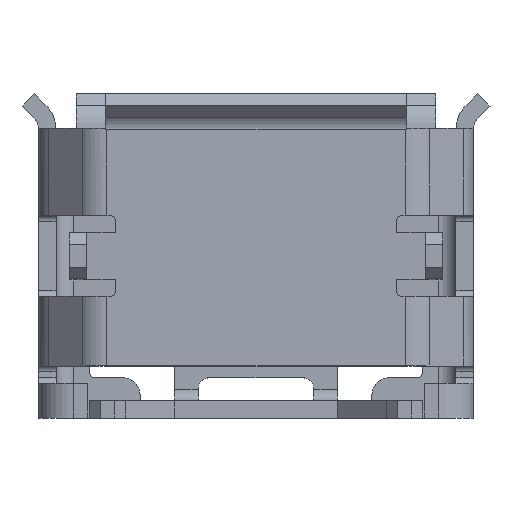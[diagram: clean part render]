
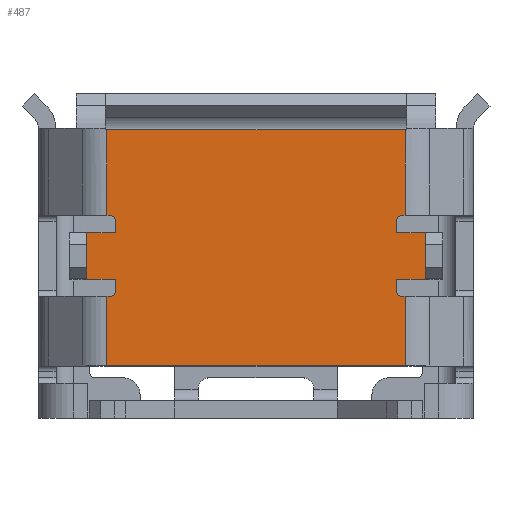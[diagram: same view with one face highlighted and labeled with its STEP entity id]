
A CAD part, top view. The second image highlights one B-rep face of the part: STEP entity #487.
In plain terms, the highlighted planar face has unit normal (0, 0, 1).
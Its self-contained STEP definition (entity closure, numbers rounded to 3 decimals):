
#308=CIRCLE('',#3748,0.1);
#312=CIRCLE('',#3758,0.1);
#314=CIRCLE('',#3761,0.1);
#318=CIRCLE('',#3771,0.1);
#487=ADVANCED_FACE('MICRO_USB_NEW',(#775),#602,.T.);
#602=PLANE('',#3790);
#775=FACE_OUTER_BOUND('',#949,.T.);
#949=EDGE_LOOP('',(#1855,#1856,#1857,#1858,#1859,#1860,#1861,#1862,#1863,
#1864,#1865,#1866,#1867,#1868,#1869,#1870,#1871,#1872,#1873,#1874,#1875,
#1876,#1877,#1878));
#1855=ORIENTED_EDGE('',*,*,#2794,.T.);
#1856=ORIENTED_EDGE('',*,*,#2798,.T.);
#1857=ORIENTED_EDGE('',*,*,#2713,.F.);
#1858=ORIENTED_EDGE('',*,*,#2724,.F.);
#1859=ORIENTED_EDGE('',*,*,#2725,.F.);
#1860=ORIENTED_EDGE('',*,*,#2733,.T.);
#1861=ORIENTED_EDGE('',*,*,#2775,.F.);
#1862=ORIENTED_EDGE('',*,*,#2738,.F.);
#1863=ORIENTED_EDGE('',*,*,#2745,.F.);
#1864=ORIENTED_EDGE('',*,*,#2747,.F.);
#1865=ORIENTED_EDGE('',*,*,#2719,.T.);
#1866=ORIENTED_EDGE('',*,*,#2684,.T.);
#1867=ORIENTED_EDGE('',*,*,#2592,.F.);
#1868=ORIENTED_EDGE('',*,*,#2686,.F.);
#1869=ORIENTED_EDGE('',*,*,#2692,.F.);
#1870=ORIENTED_EDGE('',*,*,#2750,.F.);
#1871=ORIENTED_EDGE('',*,*,#2752,.T.);
#1872=ORIENTED_EDGE('',*,*,#2759,.F.);
#1873=ORIENTED_EDGE('',*,*,#2779,.T.);
#1874=ORIENTED_EDGE('',*,*,#2763,.T.);
#1875=ORIENTED_EDGE('',*,*,#2771,.T.);
#1876=ORIENTED_EDGE('',*,*,#2773,.F.);
#1877=ORIENTED_EDGE('',*,*,#2695,.T.);
#1878=ORIENTED_EDGE('',*,*,#2797,.F.);
#2162=VERTEX_POINT('',#5371);
#2163=VERTEX_POINT('',#5373);
#2224=VERTEX_POINT('',#5673);
#2225=VERTEX_POINT('',#5677);
#2228=VERTEX_POINT('',#5687);
#2230=VERTEX_POINT('',#5694);
#2231=VERTEX_POINT('',#5696);
#2240=VERTEX_POINT('',#5729);
#2242=VERTEX_POINT('',#5732);
#2246=VERTEX_POINT('',#5744);
#2248=VERTEX_POINT('',#5752);
#2249=VERTEX_POINT('',#5756);
#2255=VERTEX_POINT('',#5770);
#2259=VERTEX_POINT('',#5781);
#2260=VERTEX_POINT('',#5783);
#2264=VERTEX_POINT('',#5794);
#2266=VERTEX_POINT('',#5803);
#2268=VERTEX_POINT('',#5808);
#2273=VERTEX_POINT('',#5821);
#2276=VERTEX_POINT('',#5831);
#2277=VERTEX_POINT('',#5832);
#2282=VERTEX_POINT('',#5845);
#2291=VERTEX_POINT('',#5896);
#2292=VERTEX_POINT('',#5898);
#2592=EDGE_CURVE('LINE',#2162,#2163,#3012,.T.);
#2684=EDGE_CURVE('LINE',#2224,#2163,#3061,.T.);
#2686=EDGE_CURVE('LINE',#2225,#2162,#3062,.T.);
#2692=EDGE_CURVE('LINE',#2228,#2225,#3067,.T.);
#2695=EDGE_CURVE('LINE',#2231,#2230,#3068,.T.);
#2713=EDGE_CURVE('LINE',#2240,#2242,#3080,.T.);
#2719=EDGE_CURVE('LINE',#2246,#2224,#3083,.T.);
#2724=EDGE_CURVE('GENERATED CIRCLE',#2248,#2240,#308,.T.);
#2725=EDGE_CURVE('LINE',#2249,#2248,#3087,.T.);
#2733=EDGE_CURVE('LINE',#2249,#2255,#3094,.T.);
#2738=EDGE_CURVE('LINE',#2259,#2260,#3098,.T.);
#2745=EDGE_CURVE('LINE',#2264,#2259,#3105,.T.);
#2747=EDGE_CURVE('GENERATED CIRCLE',#2246,#2264,#312,.T.);
#2750=EDGE_CURVE('GENERATED CIRCLE',#2266,#2228,#314,.T.);
#2752=EDGE_CURVE('LINE',#2266,#2268,#3108,.T.);
#2759=EDGE_CURVE('LINE',#2273,#2268,#3114,.T.);
#2763=EDGE_CURVE('LINE',#2276,#2277,#3117,.T.);
#2771=EDGE_CURVE('LINE',#2277,#2282,#3125,.T.);
#2773=EDGE_CURVE('GENERATED CIRCLE',#2231,#2282,#318,.T.);
#2775=EDGE_CURVE('LINE',#2260,#2255,#3127,.T.);
#2779=EDGE_CURVE('LINE',#2273,#2276,#3131,.T.);
#2794=EDGE_CURVE('LINE',#2292,#2291,#3145,.T.);
#2797=EDGE_CURVE('LINE',#2292,#2230,#3147,.T.);
#2798=EDGE_CURVE('LINE',#2291,#2242,#3148,.T.);
#3012=LINE('',#5372,#3362);
#3061=LINE('',#5672,#3411);
#3062=LINE('',#5676,#3412);
#3067=LINE('',#5688,#3417);
#3068=LINE('',#5695,#3418);
#3080=LINE('',#5731,#3430);
#3083=LINE('',#5743,#3433);
#3087=LINE('',#5755,#3437);
#3094=LINE('',#5771,#3444);
#3098=LINE('',#5782,#3448);
#3105=LINE('',#5795,#3455);
#3108=LINE('',#5809,#3458);
#3114=LINE('',#5822,#3464);
#3117=LINE('',#5830,#3467);
#3125=LINE('',#5846,#3475);
#3127=LINE('',#5853,#3477);
#3131=LINE('',#5860,#3481);
#3145=LINE('',#5897,#3495);
#3147=LINE('',#5906,#3497);
#3148=LINE('',#5908,#3498);
#3362=VECTOR('',#4347,1.);
#3411=VECTOR('',#4508,1.);
#3412=VECTOR('',#4513,1.);
#3417=VECTOR('',#4524,1.);
#3418=VECTOR('',#4529,1.);
#3430=VECTOR('',#4563,1.);
#3433=VECTOR('',#4572,1.);
#3437=VECTOR('',#4586,1.);
#3444=VECTOR('',#4597,1.);
#3448=VECTOR('',#4607,1.);
#3455=VECTOR('',#4616,1.);
#3458=VECTOR('',#4633,1.);
#3464=VECTOR('',#4643,1.);
#3467=VECTOR('',#4652,1.);
#3475=VECTOR('',#4662,1.);
#3477=VECTOR('',#4672,1.);
#3481=VECTOR('',#4678,1.);
#3495=VECTOR('',#4718,1.);
#3497=VECTOR('',#4724,1.);
#3498=VECTOR('',#4727,1.);
#3748=AXIS2_PLACEMENT_3D('',#5753,#4582,#4583);
#3758=AXIS2_PLACEMENT_3D('',#5798,#4621,#4622);
#3761=AXIS2_PLACEMENT_3D('',#5804,#4628,#4629);
#3771=AXIS2_PLACEMENT_3D('',#5849,#4667,#4668);
#3790=AXIS2_PLACEMENT_3D('',#5909,#4728,#4729);
#4347=DIRECTION('',(-1.,0.,0.));
#4508=DIRECTION('',(0.,-1.,0.));
#4513=DIRECTION('',(0.,-1.,0.));
#4524=DIRECTION('',(1.,0.,0.));
#4529=DIRECTION('',(1.,0.,0.));
#4563=DIRECTION('',(-1.,0.,0.));
#4572=DIRECTION('',(-1.,0.,0.));
#4582=DIRECTION('',(0.,0.,1.));
#4583=DIRECTION('',(-1.,0.,0.));
#4586=DIRECTION('',(0.,1.,0.));
#4597=DIRECTION('',(-1.,0.,0.));
#4607=DIRECTION('',(-1.,0.,0.));
#4616=DIRECTION('',(0.,1.,0.));
#4621=DIRECTION('',(0.,0.,1.));
#4622=DIRECTION('',(-1.,0.,0.));
#4628=DIRECTION('',(0.,0.,1.));
#4629=DIRECTION('',(-1.,0.,0.));
#4633=DIRECTION('',(0.,1.,0.));
#4643=DIRECTION('',(-1.,0.,0.));
#4652=DIRECTION('',(-1.,0.,0.));
#4662=DIRECTION('',(0.,1.,0.));
#4667=DIRECTION('',(0.,0.,1.));
#4668=DIRECTION('',(-1.,0.,0.));
#4672=DIRECTION('',(0.,1.,0.));
#4678=DIRECTION('',(0.,1.,0.));
#4718=DIRECTION('',(-1.,0.,0.));
#4724=DIRECTION('',(0.,-1.,0.));
#4727=DIRECTION('',(0.,-1.,0.));
#4728=DIRECTION('',(0.,0.,1.));
#4729=DIRECTION('',(1.,0.,0.));
#5371=CARTESIAN_POINT('',(2.575,19.21,-4.249));
#5372=CARTESIAN_POINT('',(-0.001,19.21,-4.249));
#5373=CARTESIAN_POINT('',(-2.577,19.21,-4.249));
#5672=CARTESIAN_POINT('',(-2.577,20.81,-4.249));
#5673=CARTESIAN_POINT('',(-2.577,20.41,-4.249));
#5676=CARTESIAN_POINT('',(2.575,20.81,-4.249));
#5677=CARTESIAN_POINT('',(2.575,20.41,-4.249));
#5687=CARTESIAN_POINT('',(2.524,20.41,-4.249));
#5688=CARTESIAN_POINT('',(-0.001,20.41,-4.249));
#5694=CARTESIAN_POINT('',(2.575,21.81,-4.249));
#5695=CARTESIAN_POINT('',(-0.001,21.81,-4.249));
#5696=CARTESIAN_POINT('',(2.524,21.81,-4.249));
#5729=CARTESIAN_POINT('',(-2.526,21.81,-4.249));
#5731=CARTESIAN_POINT('',(-0.001,21.81,-4.249));
#5732=CARTESIAN_POINT('',(-2.577,21.81,-4.249));
#5743=CARTESIAN_POINT('',(-0.001,20.41,-4.249));
#5744=CARTESIAN_POINT('',(-2.526,20.41,-4.249));
#5752=CARTESIAN_POINT('',(-2.426,21.71,-4.249));
#5753=CARTESIAN_POINT('',(-2.526,21.71,-4.249));
#5755=CARTESIAN_POINT('',(-2.426,21.11,-4.249));
#5756=CARTESIAN_POINT('',(-2.426,21.51,-4.249));
#5770=CARTESIAN_POINT('',(-2.926,21.51,-4.249));
#5771=CARTESIAN_POINT('',(-2.676,21.51,-4.249));
#5781=CARTESIAN_POINT('',(-2.426,20.71,-4.249));
#5782=CARTESIAN_POINT('',(-2.676,20.71,-4.249));
#5783=CARTESIAN_POINT('',(-2.926,20.71,-4.249));
#5794=CARTESIAN_POINT('',(-2.426,20.51,-4.249));
#5795=CARTESIAN_POINT('',(-2.426,21.11,-4.249));
#5798=CARTESIAN_POINT('',(-2.526,20.51,-4.249));
#5803=CARTESIAN_POINT('',(2.424,20.51,-4.249));
#5804=CARTESIAN_POINT('',(2.524,20.51,-4.249));
#5808=CARTESIAN_POINT('',(2.424,20.71,-4.249));
#5809=CARTESIAN_POINT('',(2.424,21.11,-4.249));
#5821=CARTESIAN_POINT('',(2.924,20.71,-4.249));
#5822=CARTESIAN_POINT('',(2.674,20.71,-4.249));
#5830=CARTESIAN_POINT('',(2.674,21.51,-4.249));
#5831=CARTESIAN_POINT('',(2.924,21.51,-4.249));
#5832=CARTESIAN_POINT('',(2.424,21.51,-4.249));
#5845=CARTESIAN_POINT('',(2.424,21.71,-4.249));
#5846=CARTESIAN_POINT('',(2.424,21.11,-4.249));
#5849=CARTESIAN_POINT('',(2.524,21.71,-4.249));
#5853=CARTESIAN_POINT('',(-2.926,21.11,-4.249));
#5860=CARTESIAN_POINT('',(2.924,21.11,-4.249));
#5896=CARTESIAN_POINT('',(-2.577,23.285,-4.249));
#5897=CARTESIAN_POINT('',(-0.001,23.285,-4.249));
#5898=CARTESIAN_POINT('',(2.575,23.285,-4.249));
#5906=CARTESIAN_POINT('',(2.575,20.81,-4.249));
#5908=CARTESIAN_POINT('',(-2.577,22.547,-4.249));
#5909=CARTESIAN_POINT('',(3.749,20.81,-4.249));
